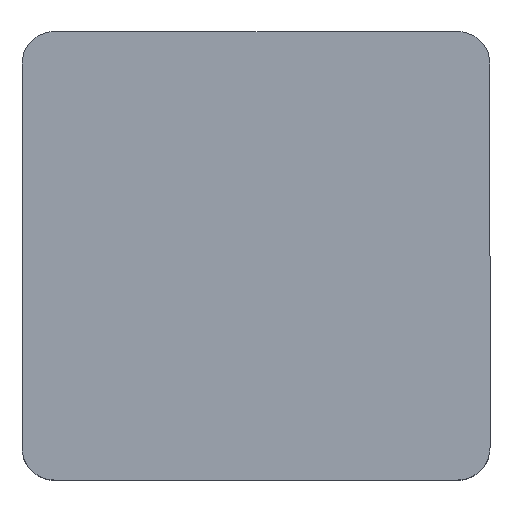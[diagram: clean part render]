
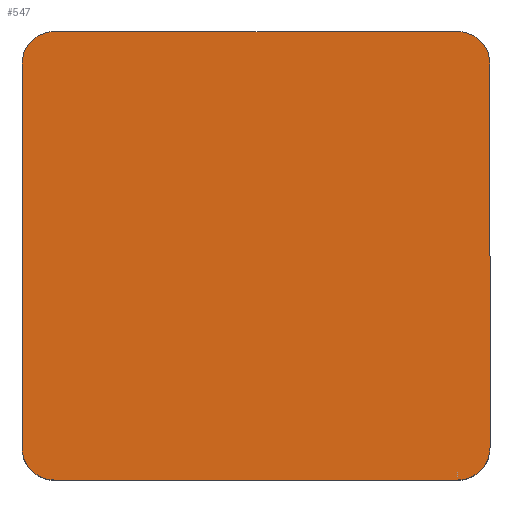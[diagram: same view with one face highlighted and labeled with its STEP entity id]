
A CAD part, top view. The second image highlights one B-rep face of the part: STEP entity #547.
In plain terms, the highlighted planar face has unit normal (0, 0, 1).
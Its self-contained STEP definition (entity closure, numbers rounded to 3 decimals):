
#2 = CIRCLE ( 'NONE', #184, 0.5 ) ;
#4 = DIRECTION ( 'NONE',  ( 1., 0., 0. ) ) ;
#10 = CARTESIAN_POINT ( 'NONE',  ( -3.1, -2.95, 2.7 ) ) ;
#21 = AXIS2_PLACEMENT_3D ( 'NONE', #610, #311, #506 ) ;
#30 = VECTOR ( 'NONE', #316, 1000. ) ;
#34 = ORIENTED_EDGE ( 'NONE', *, *, #636, .T. ) ;
#36 = CIRCLE ( 'NONE', #21, 0.5 ) ;
#46 = AXIS2_PLACEMENT_3D ( 'NONE', #106, #561, #4 ) ;
#56 = CARTESIAN_POINT ( 'NONE',  ( -3.6, 3.45, 2.7 ) ) ;
#58 = PLANE ( 'NONE',  #549 ) ;
#68 = EDGE_CURVE ( 'NONE', #135, #620, #343, .T. ) ;
#70 = LINE ( 'NONE', #283, #200 ) ;
#80 = VECTOR ( 'NONE', #103, 1000. ) ;
#87 = ORIENTED_EDGE ( 'NONE', *, *, #414, .T. ) ;
#103 = DIRECTION ( 'NONE',  ( -1., 0., 0. ) ) ;
#106 = CARTESIAN_POINT ( 'NONE',  ( 3.1, 2.95, 2.7 ) ) ;
#114 = DIRECTION ( 'NONE',  ( 0., 0., 1. ) ) ;
#135 = VERTEX_POINT ( 'NONE', #309 ) ;
#145 = ORIENTED_EDGE ( 'NONE', *, *, #68, .T. ) ;
#153 = VERTEX_POINT ( 'NONE', #314 ) ;
#156 = CARTESIAN_POINT ( 'NONE',  ( 3.1, 3.45, 2.7 ) ) ;
#158 = DIRECTION ( 'NONE',  ( 0., 0., 1. ) ) ;
#174 = ORIENTED_EDGE ( 'NONE', *, *, #230, .T. ) ;
#179 = LINE ( 'NONE', #387, #403 ) ;
#184 = AXIS2_PLACEMENT_3D ( 'NONE', #208, #466, #365 ) ;
#191 = EDGE_CURVE ( 'NONE', #620, #376, #503, .T. ) ;
#200 = VECTOR ( 'NONE', #485, 1000. ) ;
#208 = CARTESIAN_POINT ( 'NONE',  ( -3.1, 2.95, 2.7 ) ) ;
#212 = EDGE_LOOP ( 'NONE', ( #628, #145, #653, #34, #174, #496, #87, #279 ) ) ;
#230 = EDGE_CURVE ( 'NONE', #512, #464, #397, .T. ) ;
#275 = EDGE_CURVE ( 'NONE', #464, #583, #647, .T. ) ;
#279 = ORIENTED_EDGE ( 'NONE', *, *, #542, .T. ) ;
#283 = CARTESIAN_POINT ( 'NONE',  ( -3.6, -3.45, 2.7 ) ) ;
#293 = FACE_OUTER_BOUND ( 'NONE', #212, .T. ) ;
#309 = CARTESIAN_POINT ( 'NONE',  ( 3.6, 2.95, 2.7 ) ) ;
#311 = DIRECTION ( 'NONE',  ( 0., 0., 1. ) ) ;
#314 = CARTESIAN_POINT ( 'NONE',  ( 3.6, -2.95, 2.7 ) ) ;
#316 = DIRECTION ( 'NONE',  ( 0., -1., 0. ) ) ;
#343 = CIRCLE ( 'NONE', #46, 0.5 ) ;
#365 = DIRECTION ( 'NONE',  ( 1., 0., 0. ) ) ;
#373 = DIRECTION ( 'NONE',  ( 1., 0., 0. ) ) ;
#376 = VERTEX_POINT ( 'NONE', #629 ) ;
#387 = CARTESIAN_POINT ( 'NONE',  ( 3.6, 3.45, 2.7 ) ) ;
#388 = AXIS2_PLACEMENT_3D ( 'NONE', #10, #114, #373 ) ;
#397 = LINE ( 'NONE', #616, #30 ) ;
#403 = VECTOR ( 'NONE', #484, 1000. ) ;
#412 = CARTESIAN_POINT ( 'NONE',  ( -3.1, -3.45, 2.7 ) ) ;
#414 = EDGE_CURVE ( 'NONE', #583, #600, #70, .T. ) ;
#463 = DIRECTION ( 'NONE',  ( 1., 0., 0. ) ) ;
#464 = VERTEX_POINT ( 'NONE', #529 ) ;
#466 = DIRECTION ( 'NONE',  ( 0., 0., 1. ) ) ;
#469 = CARTESIAN_POINT ( 'NONE',  ( 0., 0., 2.7 ) ) ;
#484 = DIRECTION ( 'NONE',  ( 0., 1., 0. ) ) ;
#485 = DIRECTION ( 'NONE',  ( 1., 0., 0. ) ) ;
#486 = EDGE_CURVE ( 'NONE', #153, #135, #179, .T. ) ;
#496 = ORIENTED_EDGE ( 'NONE', *, *, #275, .T. ) ;
#503 = LINE ( 'NONE', #56, #80 ) ;
#506 = DIRECTION ( 'NONE',  ( 1., 0., 0. ) ) ;
#512 = VERTEX_POINT ( 'NONE', #586 ) ;
#529 = CARTESIAN_POINT ( 'NONE',  ( -3.6, -2.95, 2.7 ) ) ;
#542 = EDGE_CURVE ( 'NONE', #600, #153, #36, .T. ) ;
#547 = ADVANCED_FACE ( 'NONE', ( #293 ), #58, .T. ) ;
#549 = AXIS2_PLACEMENT_3D ( 'NONE', #469, #158, #463 ) ;
#561 = DIRECTION ( 'NONE',  ( 0., 0., 1. ) ) ;
#583 = VERTEX_POINT ( 'NONE', #412 ) ;
#586 = CARTESIAN_POINT ( 'NONE',  ( -3.6, 2.95, 2.7 ) ) ;
#600 = VERTEX_POINT ( 'NONE', #612 ) ;
#610 = CARTESIAN_POINT ( 'NONE',  ( 3.1, -2.95, 2.7 ) ) ;
#612 = CARTESIAN_POINT ( 'NONE',  ( 3.1, -3.45, 2.7 ) ) ;
#616 = CARTESIAN_POINT ( 'NONE',  ( -3.6, 3.45, 2.7 ) ) ;
#620 = VERTEX_POINT ( 'NONE', #156 ) ;
#628 = ORIENTED_EDGE ( 'NONE', *, *, #486, .T. ) ;
#629 = CARTESIAN_POINT ( 'NONE',  ( -3.1, 3.45, 2.7 ) ) ;
#636 = EDGE_CURVE ( 'NONE', #376, #512, #2, .T. ) ;
#647 = CIRCLE ( 'NONE', #388, 0.5 ) ;
#653 = ORIENTED_EDGE ( 'NONE', *, *, #191, .T. ) ;
